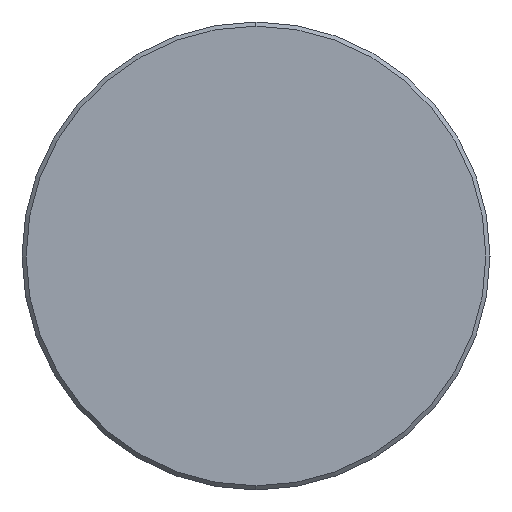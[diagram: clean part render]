
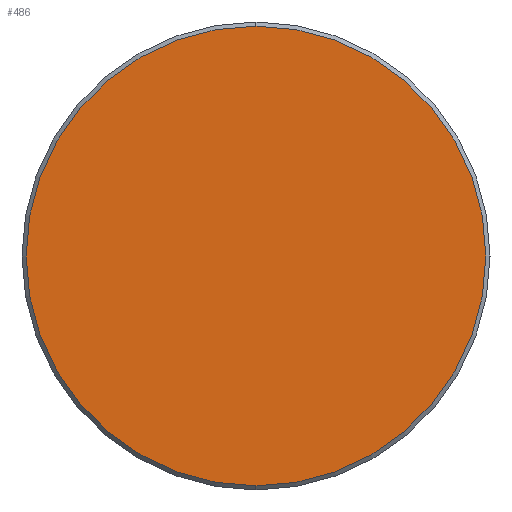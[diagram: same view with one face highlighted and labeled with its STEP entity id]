
A CAD part, left-side view. The second image highlights one B-rep face of the part: STEP entity #486.
In plain terms, the highlighted planar face has unit normal (-1, 0, 0).
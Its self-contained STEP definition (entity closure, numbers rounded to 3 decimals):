
#30 = EDGE_CURVE ( 'NONE', #318, #498, #94, .T. ) ;
#42 = AXIS2_PLACEMENT_3D ( 'NONE', #538, #491, #584 ) ;
#45 = CARTESIAN_POINT ( 'NONE',  ( -231.8, 0., 0. ) ) ;
#71 = DIRECTION ( 'NONE',  ( 0., 0., -1. ) ) ;
#88 = DIRECTION ( 'NONE',  ( -1., 0., 0. ) ) ;
#94 = CIRCLE ( 'NONE', #299, 16.7 ) ;
#117 = ORIENTED_EDGE ( 'NONE', *, *, #398, .T. ) ;
#162 = AXIS2_PLACEMENT_3D ( 'NONE', #356, #354, #71 ) ;
#243 = ORIENTED_EDGE ( 'NONE', *, *, #30, .T. ) ;
#290 = CARTESIAN_POINT ( 'NONE',  ( -231.8, 0., 16.7 ) ) ;
#299 = AXIS2_PLACEMENT_3D ( 'NONE', #45, #88, #558 ) ;
#310 = CARTESIAN_POINT ( 'NONE',  ( -231.8, 0., -16.7 ) ) ;
#318 = VERTEX_POINT ( 'NONE', #290 ) ;
#354 = DIRECTION ( 'NONE',  ( 1., 0., 0. ) ) ;
#356 = CARTESIAN_POINT ( 'NONE',  ( -231.8, -16.9, 16.9 ) ) ;
#382 = CIRCLE ( 'NONE', #42, 16.7 ) ;
#398 = EDGE_CURVE ( 'NONE', #498, #318, #382, .T. ) ;
#440 = EDGE_LOOP ( 'NONE', ( #117, #243 ) ) ;
#486 = ADVANCED_FACE ( 'NONE', ( #615 ), #495, .F. ) ;
#491 = DIRECTION ( 'NONE',  ( -1., 0., 0. ) ) ;
#495 = PLANE ( 'NONE',  #162 ) ;
#498 = VERTEX_POINT ( 'NONE', #310 ) ;
#538 = CARTESIAN_POINT ( 'NONE',  ( -231.8, 0., 0. ) ) ;
#558 = DIRECTION ( 'NONE',  ( 0., 0., -1. ) ) ;
#584 = DIRECTION ( 'NONE',  ( 0., 0., -1. ) ) ;
#615 = FACE_OUTER_BOUND ( 'NONE', #440, .T. ) ;
